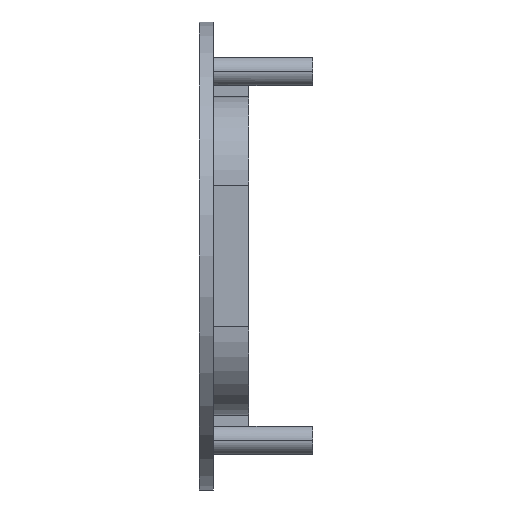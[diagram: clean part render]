
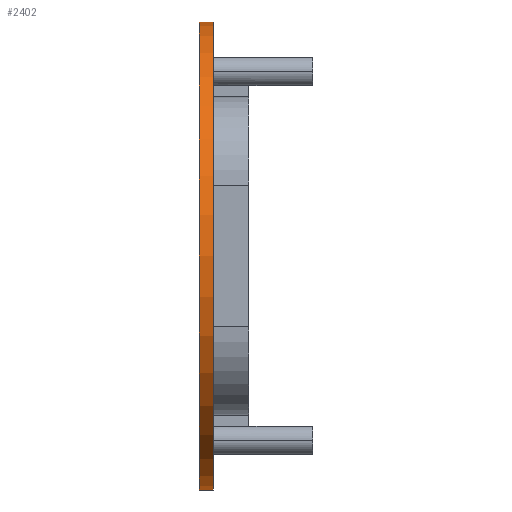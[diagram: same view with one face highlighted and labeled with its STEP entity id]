
A CAD part, left-side view. The second image highlights one B-rep face of the part: STEP entity #2402.
In plain terms, the highlighted cylindrical face has radius 33 mm (diameter 66 mm), a partial arc.
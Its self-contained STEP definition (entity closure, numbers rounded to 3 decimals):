
#16=CARTESIAN_POINT('',(-67.4,0.,0.));
#17=DIRECTION('',(0.,1.,0.));
#18=DIRECTION('',(0.,0.,-1.));
#19=AXIS2_PLACEMENT_3D('',#16,#17,#18);
#25=CARTESIAN_POINT('',(-67.4,0.,0.));
#26=DIRECTION('',(0.,1.,0.));
#27=DIRECTION('',(-1.,0.,0.));
#28=AXIS2_PLACEMENT_3D('',#25,#26,#27);
#177=DIRECTION('',(0.,1.,0.));
#178=VECTOR('',#177,2.);
#179=CARTESIAN_POINT('',(-67.4,0.,-33.));
#180=LINE('',#179,#178);
#184=DIRECTION('',(0.,-1.,0.));
#185=VECTOR('',#184,2.);
#186=CARTESIAN_POINT('',(-67.4,2.,33.));
#187=LINE('',#186,#185);
#219=CARTESIAN_POINT('',(-67.4,2.,0.));
#220=DIRECTION('',(0.,-1.,0.));
#221=DIRECTION('',(0.,0.,1.));
#222=AXIS2_PLACEMENT_3D('',#219,#220,#221);
#227=CARTESIAN_POINT('',(-67.4,2.,0.));
#228=DIRECTION('',(0.,-1.,0.));
#229=DIRECTION('',(-1.,0.,0.));
#230=AXIS2_PLACEMENT_3D('',#227,#228,#229);
#1947=CARTESIAN_POINT('',(-67.4,0.,-33.));
#1948=CARTESIAN_POINT('',(-100.4,0.,0.));
#1949=VERTEX_POINT('',#1947);
#1950=VERTEX_POINT('',#1948);
#1951=CARTESIAN_POINT('',(-67.4,0.,33.));
#1952=VERTEX_POINT('',#1951);
#2091=CARTESIAN_POINT('',(-67.4,2.,-33.));
#2092=VERTEX_POINT('',#2091);
#2093=CARTESIAN_POINT('',(-100.4,2.,0.));
#2094=VERTEX_POINT('',#2093);
#2095=CARTESIAN_POINT('',(-67.4,2.,33.));
#2096=VERTEX_POINT('',#2095);
#2385=CARTESIAN_POINT('',(-67.4,0.,0.));
#2386=DIRECTION('',(0.,1.,0.));
#2387=DIRECTION('',(1.,0.,0.));
#2388=AXIS2_PLACEMENT_3D('',#2385,#2386,#2387);
#2389=CYLINDRICAL_SURFACE('',#2388,33.);
#2390=ORIENTED_EDGE('',*,*,#2306,.F.);
#2391=ORIENTED_EDGE('',*,*,#2304,.F.);
#2393=ORIENTED_EDGE('',*,*,#2392,.T.);
#2395=ORIENTED_EDGE('',*,*,#2394,.F.);
#2397=ORIENTED_EDGE('',*,*,#2396,.F.);
#2399=ORIENTED_EDGE('',*,*,#2398,.T.);
#2400=EDGE_LOOP('',(#2390,#2391,#2393,#2395,#2397,#2399));
#2401=FACE_OUTER_BOUND('',#2400,.F.);
#20=CIRCLE('',#19,33.);
#29=CIRCLE('',#28,33.);
#223=CIRCLE('',#222,33.);
#231=CIRCLE('',#230,33.);
#2304=EDGE_CURVE('',#1949,#1950,#20,.T.);
#2306=EDGE_CURVE('',#1950,#1952,#29,.T.);
#2392=EDGE_CURVE('',#1949,#2092,#180,.T.);
#2394=EDGE_CURVE('',#2094,#2092,#231,.T.);
#2396=EDGE_CURVE('',#2096,#2094,#223,.T.);
#2398=EDGE_CURVE('',#2096,#1952,#187,.T.);
#2402=ADVANCED_FACE('',(#2401),#2389,.T.);
